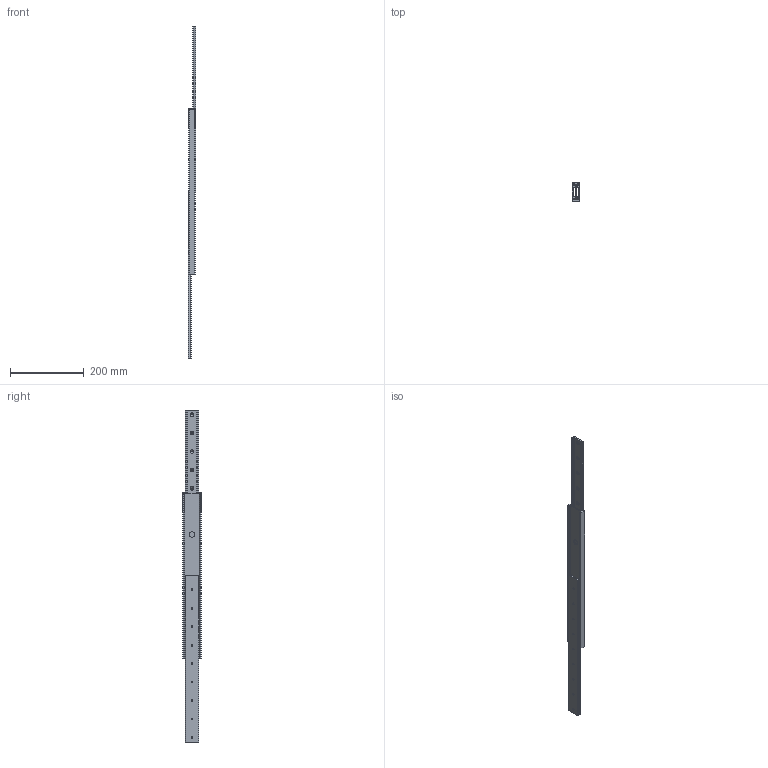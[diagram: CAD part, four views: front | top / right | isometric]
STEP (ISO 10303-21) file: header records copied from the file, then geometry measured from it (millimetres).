
FILE_DESCRIPTION (( 'STEP AP214' ), '1' );
FILE_NAME ('Telescopic-210-450-Rollco.step', '2023-11-07T13:43:05', ( '' ), ( '' ), 'SwSTEP 2.0', 'SolidWorks 2010', '' );
FILE_SCHEMA (( 'AUTOMOTIVE_DESIGN' ));
Length unit declared in the file: millimetre
Products named in the file (3): Slide-Outer-210-Rollco_Slide-Outer-210-450-Widney; Slide-Inner-210-Rollco_Slide-Inner-210-450-Widney; Telescopic-210-450-Rollco
Assembly tree (3 placements, depth 2):
  Telescopic-210-450-Rollco
    Slide-Outer-210-Rollco_Slide-Outer-210-450-Widney
    Slide-Inner-210-Rollco_Slide-Inner-210-450-Widney  x2
Bounding box: 19.66 x 50.7 x 900 mm (x, y, z)
Volume: 249368.1 mm3; surface area: 162605.9 mm2
Topology: 3 solids, 3 shells, 108 faces, 308 edges, 206 vertices
Faces by surface type: cylinder 56, plane 34, cone 18
Full cylindrical faces by diameter (mm): 5 x18, 15 x2
Entity records: 2286 total; most frequent: DIRECTION 404, CARTESIAN_POINT 368, ORIENTED_EDGE 338, EDGE_CURVE 169, AXIS2_PLACEMENT_3D 159, VERTEX_POINT 123, EDGE_LOOP 112, VECTOR 86
